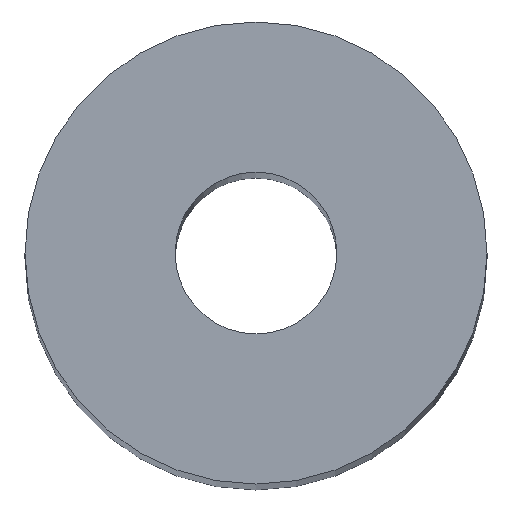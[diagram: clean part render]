
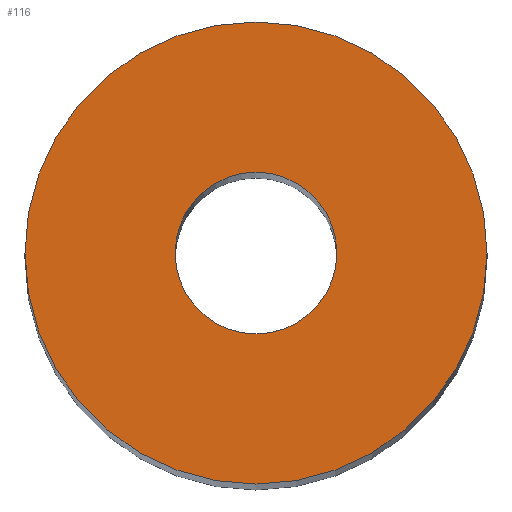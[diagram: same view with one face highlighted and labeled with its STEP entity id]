
A CAD part, top view. The second image highlights one B-rep face of the part: STEP entity #116.
In plain terms, the highlighted planar face has unit normal (0, 0, 1).
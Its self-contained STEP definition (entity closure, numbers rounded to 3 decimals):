
#1 = AXIS2_PLACEMENT_3D ( 'NONE', #206, #13, #152 ) ;
#7 = VERTEX_POINT ( 'NONE', #54 ) ;
#12 = AXIS2_PLACEMENT_3D ( 'NONE', #160, #193, #213 ) ;
#13 = DIRECTION ( 'NONE',  ( 0., 0., 1. ) ) ;
#16 = VERTEX_POINT ( 'NONE', #223 ) ;
#18 = FACE_OUTER_BOUND ( 'NONE', #203, .T. ) ;
#29 = CARTESIAN_POINT ( 'NONE',  ( 0., 0., 73.5 ) ) ;
#30 = CIRCLE ( 'NONE', #12, 5. ) ;
#38 = DIRECTION ( 'NONE',  ( 0., 0., 1. ) ) ;
#49 = VERTEX_POINT ( 'NONE', #139 ) ;
#52 = PLANE ( 'NONE',  #97 ) ;
#53 = DIRECTION ( 'NONE',  ( 1., 0., 0. ) ) ;
#54 = CARTESIAN_POINT ( 'NONE',  ( 5., 0., 73.5 ) ) ;
#59 = CARTESIAN_POINT ( 'NONE',  ( 0., 0., 73.5 ) ) ;
#64 = DIRECTION ( 'NONE',  ( 1., 0., 0. ) ) ;
#68 = CIRCLE ( 'NONE', #138, 5. ) ;
#76 = CIRCLE ( 'NONE', #205, 1.75 ) ;
#78 = DIRECTION ( 'NONE',  ( 0., 0., 1. ) ) ;
#87 = EDGE_CURVE ( 'NONE', #16, #247, #188, .T. ) ;
#97 = AXIS2_PLACEMENT_3D ( 'NONE', #29, #78, #53 ) ;
#105 = ORIENTED_EDGE ( 'NONE', *, *, #132, .F. ) ;
#116 = ADVANCED_FACE ( 'NONE', ( #18, #166 ), #52, .T. ) ;
#120 = DIRECTION ( 'NONE',  ( 1., 0., 0. ) ) ;
#123 = CARTESIAN_POINT ( 'NONE',  ( -1.75, 0., 73.5 ) ) ;
#132 = EDGE_CURVE ( 'NONE', #247, #16, #76, .T. ) ;
#138 = AXIS2_PLACEMENT_3D ( 'NONE', #249, #38, #64 ) ;
#139 = CARTESIAN_POINT ( 'NONE',  ( -5., 0., 73.5 ) ) ;
#152 = DIRECTION ( 'NONE',  ( 1., 0., 0. ) ) ;
#157 = ORIENTED_EDGE ( 'NONE', *, *, #87, .F. ) ;
#160 = CARTESIAN_POINT ( 'NONE',  ( 0., 0., 73.5 ) ) ;
#166 = FACE_BOUND ( 'NONE', #210, .T. ) ;
#169 = EDGE_CURVE ( 'NONE', #49, #7, #30, .T. ) ;
#188 = CIRCLE ( 'NONE', #1, 1.75 ) ;
#190 = ORIENTED_EDGE ( 'NONE', *, *, #219, .T. ) ;
#193 = DIRECTION ( 'NONE',  ( 0., 0., 1. ) ) ;
#201 = ORIENTED_EDGE ( 'NONE', *, *, #169, .T. ) ;
#203 = EDGE_LOOP ( 'NONE', ( #201, #190 ) ) ;
#205 = AXIS2_PLACEMENT_3D ( 'NONE', #59, #226, #120 ) ;
#206 = CARTESIAN_POINT ( 'NONE',  ( 0., 0., 73.5 ) ) ;
#210 = EDGE_LOOP ( 'NONE', ( #105, #157 ) ) ;
#213 = DIRECTION ( 'NONE',  ( 1., 0., 0. ) ) ;
#219 = EDGE_CURVE ( 'NONE', #7, #49, #68, .T. ) ;
#223 = CARTESIAN_POINT ( 'NONE',  ( 1.75, 0., 73.5 ) ) ;
#226 = DIRECTION ( 'NONE',  ( 0., 0., 1. ) ) ;
#247 = VERTEX_POINT ( 'NONE', #123 ) ;
#249 = CARTESIAN_POINT ( 'NONE',  ( 0., 0., 73.5 ) ) ;
